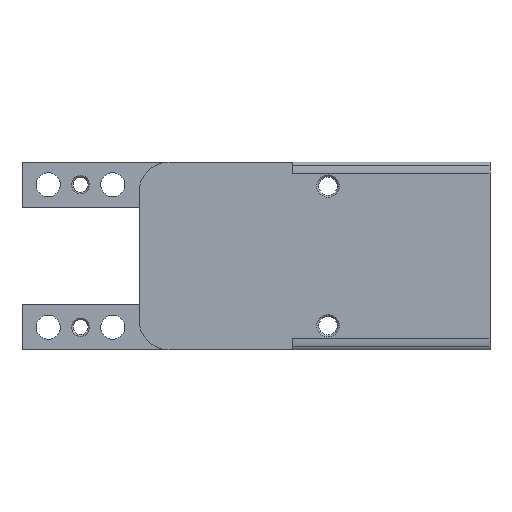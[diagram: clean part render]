
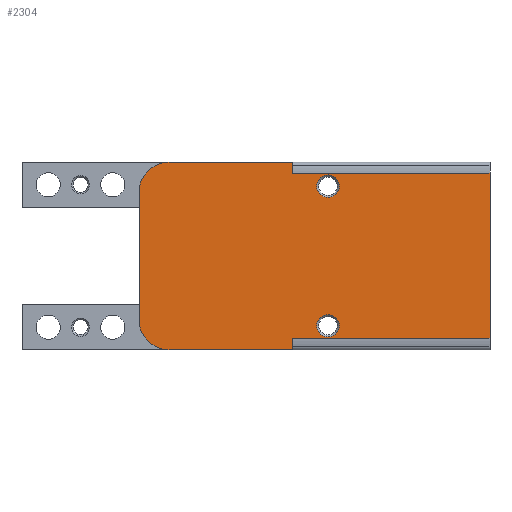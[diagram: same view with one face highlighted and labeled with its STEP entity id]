
A CAD part, left-side view. The second image highlights one B-rep face of the part: STEP entity #2304.
In plain terms, the highlighted planar face has unit normal (-1, 0, 0).
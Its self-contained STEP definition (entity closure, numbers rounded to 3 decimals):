
#162=LINE('',#3570,#333);
#173=LINE('',#3596,#344);
#196=LINE('',#3702,#367);
#213=LINE('',#3752,#384);
#215=LINE('',#3759,#386);
#216=LINE('',#3761,#387);
#217=LINE('',#3762,#388);
#218=LINE('',#3764,#389);
#333=VECTOR('',#2806,1000.);
#344=VECTOR('',#2823,1000.);
#367=VECTOR('',#2916,1000.);
#384=VECTOR('',#2957,1000.);
#386=VECTOR('',#2965,1000.);
#387=VECTOR('',#2966,1000.);
#388=VECTOR('',#2967,1000.);
#389=VECTOR('',#2968,1000.);
#632=ORIENTED_EDGE('',*,*,#1232,.T.);
#633=ORIENTED_EDGE('',*,*,#1233,.T.);
#634=ORIENTED_EDGE('',*,*,#1137,.F.);
#635=ORIENTED_EDGE('',*,*,#1155,.F.);
#636=ORIENTED_EDGE('',*,*,#1230,.F.);
#637=ORIENTED_EDGE('',*,*,#1152,.F.);
#638=ORIENTED_EDGE('',*,*,#1150,.T.);
#639=ORIENTED_EDGE('',*,*,#1234,.T.);
#640=ORIENTED_EDGE('',*,*,#1235,.T.);
#641=ORIENTED_EDGE('',*,*,#1203,.T.);
#642=ORIENTED_EDGE('',*,*,#1236,.F.);
#643=ORIENTED_EDGE('',*,*,#1237,.T.);
#1137=EDGE_CURVE('',#1446,#1447,#162,.T.);
#1150=EDGE_CURVE('',#1459,#1458,#173,.T.);
#1152=EDGE_CURVE('',#1459,#1460,#1663,.T.);
#1155=EDGE_CURVE('',#1461,#1446,#1664,.T.);
#1203=EDGE_CURVE('',#1507,#1506,#196,.T.);
#1230=EDGE_CURVE('',#1460,#1461,#213,.T.);
#1232=EDGE_CURVE('',#1528,#1528,#1703,.T.);
#1233=EDGE_CURVE('',#1529,#1529,#1704,.T.);
#1234=EDGE_CURVE('',#1458,#1530,#215,.T.);
#1235=EDGE_CURVE('',#1530,#1507,#216,.T.);
#1236=EDGE_CURVE('',#1531,#1506,#217,.T.);
#1237=EDGE_CURVE('',#1531,#1447,#218,.T.);
#1446=VERTEX_POINT('',#3569);
#1447=VERTEX_POINT('',#3571);
#1458=VERTEX_POINT('',#3595);
#1459=VERTEX_POINT('',#3597);
#1460=VERTEX_POINT('',#3601);
#1461=VERTEX_POINT('',#3605);
#1506=VERTEX_POINT('',#3701);
#1507=VERTEX_POINT('',#3703);
#1528=VERTEX_POINT('',#3756);
#1529=VERTEX_POINT('',#3758);
#1530=VERTEX_POINT('',#3760);
#1531=VERTEX_POINT('',#3763);
#1663=CIRCLE('',#2482,4.);
#1664=CIRCLE('',#2484,4.);
#1703=CIRCLE('',#2529,1.5);
#1704=CIRCLE('',#2530,1.5);
#1813=EDGE_LOOP('',(#632));
#1814=EDGE_LOOP('',(#633));
#1815=EDGE_LOOP('',(#634,#635,#636,#637,#638,#639,#640,#641,#642,#643));
#2034=FACE_BOUND('',#1813,.T.);
#2035=FACE_BOUND('',#1814,.T.);
#2036=FACE_BOUND('',#1815,.T.);
#2250=PLANE('',#2528);
#2304=ADVANCED_FACE('',(#2034,#2035,#2036),#2250,.F.);
#2482=AXIS2_PLACEMENT_3D('',#3600,#2827,#2828);
#2484=AXIS2_PLACEMENT_3D('',#3606,#2833,#2834);
#2528=AXIS2_PLACEMENT_3D('',#3754,#2959,#2960);
#2529=AXIS2_PLACEMENT_3D('',#3755,#2961,#2962);
#2530=AXIS2_PLACEMENT_3D('',#3757,#2963,#2964);
#2806=DIRECTION('',(0.,-1.,0.));
#2823=DIRECTION('',(0.,-1.,0.));
#2827=DIRECTION('',(1.,0.,0.));
#2828=DIRECTION('',(0.,0.,-1.));
#2833=DIRECTION('',(1.,0.,0.));
#2834=DIRECTION('',(0.,0.,-1.));
#2916=DIRECTION('',(0.,0.,1.));
#2957=DIRECTION('',(0.,0.,1.));
#2959=DIRECTION('',(1.,0.,0.));
#2960=DIRECTION('',(0.,0.,-1.));
#2961=DIRECTION('',(1.,0.,0.));
#2962=DIRECTION('',(0.,0.,-1.));
#2963=DIRECTION('',(1.,0.,0.));
#2964=DIRECTION('',(0.,0.,-1.));
#2965=DIRECTION('',(0.,0.,1.));
#2966=DIRECTION('',(0.,-1.,0.));
#2967=DIRECTION('',(0.,-1.,0.));
#2968=DIRECTION('',(0.,0.,1.));
#3569=CARTESIAN_POINT('',(-8.,42.8,12.5));
#3570=CARTESIAN_POINT('',(-8.,46.8,12.5));
#3571=CARTESIAN_POINT('',(-8.,26.3,12.5));
#3595=CARTESIAN_POINT('',(-8.,26.3,-12.5));
#3596=CARTESIAN_POINT('',(-8.,46.8,-12.5));
#3597=CARTESIAN_POINT('',(-8.,42.8,-12.5));
#3600=CARTESIAN_POINT('',(-8.,42.8,-8.5));
#3601=CARTESIAN_POINT('',(-8.,46.8,-8.5));
#3605=CARTESIAN_POINT('',(-8.,46.8,8.5));
#3606=CARTESIAN_POINT('',(-8.,42.8,8.5));
#3701=CARTESIAN_POINT('',(-8.,0.,11.));
#3702=CARTESIAN_POINT('',(-8.,0.,-12.5));
#3703=CARTESIAN_POINT('',(-8.,0.,-11.));
#3752=CARTESIAN_POINT('',(-8.,46.8,-12.5));
#3754=CARTESIAN_POINT('',(-8.,46.8,-12.5));
#3755=CARTESIAN_POINT('',(-8.,21.6,-9.3));
#3756=CARTESIAN_POINT('',(-8.,21.6,-10.8));
#3757=CARTESIAN_POINT('',(-8.,21.6,9.3));
#3758=CARTESIAN_POINT('',(-8.,21.6,7.8));
#3759=CARTESIAN_POINT('',(-8.,26.3,-12.5));
#3760=CARTESIAN_POINT('',(-8.,26.3,-11.));
#3761=CARTESIAN_POINT('',(-8.,26.3,-11.));
#3762=CARTESIAN_POINT('',(-8.,26.3,11.));
#3763=CARTESIAN_POINT('',(-8.,26.3,11.));
#3764=CARTESIAN_POINT('',(-8.,26.3,-12.5));
